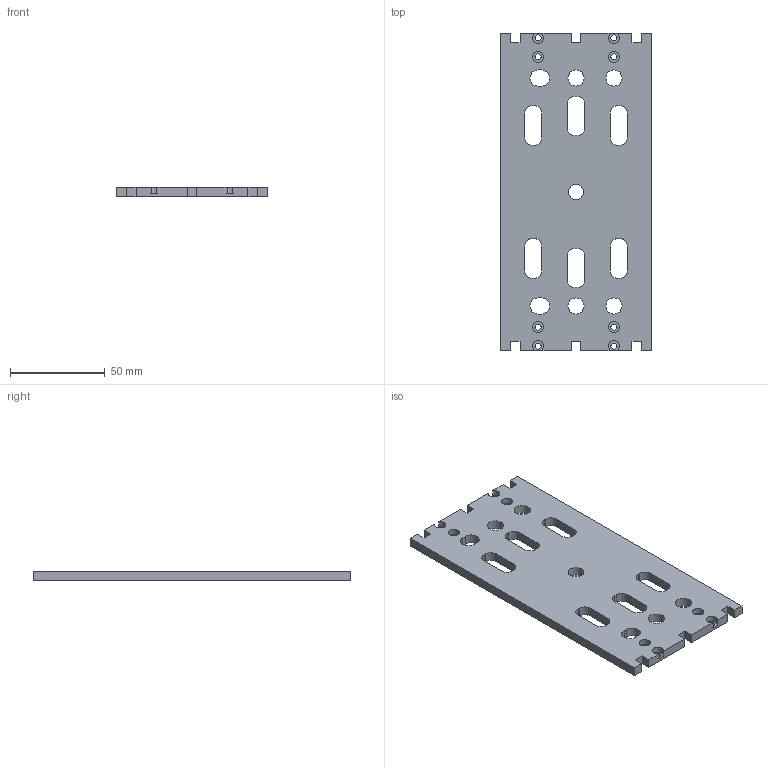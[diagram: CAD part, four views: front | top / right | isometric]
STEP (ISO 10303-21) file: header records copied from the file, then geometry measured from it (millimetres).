
FILE_DESCRIPTION(/* description */ (''),/* implementation_level */ '2;1');
FILE_NAME(/* name */ 'FS80+UL Pivot Base v20.step',/* time_stamp */ '2025-05-07T16:43:01+02:00',/* author */ (''),/* organization */ (''),/* preprocessor_version */ 'ST-DEVELOPER v20.1',/* originating_system */ 'Autodesk Translation Framework v14.4.0.0',/* authorisation */ '');
FILE_SCHEMA (('AUTOMOTIVE_DESIGN { 1 0 10303 214 3 1 1 }'));
Length unit declared in the file: millimetre
Products named in the file (1): FS80+UL Pivot Base
Bounding box: 80 x 167.2 x 5 mm (x, y, z)
Volume: 57925.6 mm3; surface area: 29233.8 mm2
Topology: 1 solids, 1 shells, 115 faces, 327 edges, 218 vertices
Faces by surface type: plane 66, cylinder 49
Full cylindrical faces by diameter (mm): 3.2 x8, 5.9 x4, 8.2 x1, 8.5 x4
Entity records: 3876 total; most frequent: CARTESIAN_POINT 661, DIRECTION 657, ORIENTED_EDGE 654, EDGE_CURVE 327, LINE 229, VECTOR 229, VERTEX_POINT 218, AXIS2_PLACEMENT_3D 214
